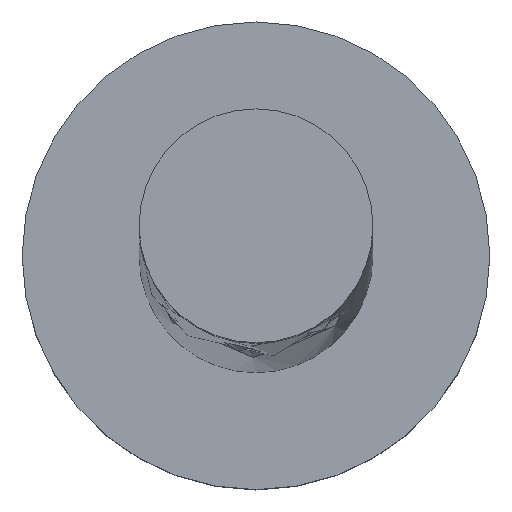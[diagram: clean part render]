
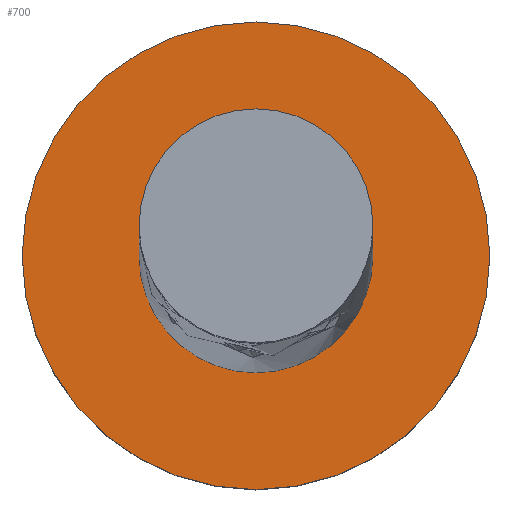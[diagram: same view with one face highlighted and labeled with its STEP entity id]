
A CAD part, top view. The second image highlights one B-rep face of the part: STEP entity #700.
In plain terms, the highlighted planar face has unit normal (0, 0, 1).
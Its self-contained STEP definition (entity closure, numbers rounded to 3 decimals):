
#16 = CARTESIAN_POINT ( 'NONE',  ( 0., 0., 2. ) ) ;
#22 = CIRCLE ( 'NONE', #1039, 2.5 ) ;
#90 = DIRECTION ( 'NONE',  ( 0., 0., 1. ) ) ;
#93 = AXIS2_PLACEMENT_3D ( 'NONE', #1518, #373, #758 ) ;
#97 = ORIENTED_EDGE ( 'NONE', *, *, #480, .F. ) ;
#104 = VERTEX_POINT ( 'NONE', #1090 ) ;
#148 = EDGE_CURVE ( 'NONE', #104, #1232, #955, .T. ) ;
#160 = EDGE_LOOP ( 'NONE', ( #1279, #1100 ) ) ;
#209 = FACE_BOUND ( 'NONE', #1286, .T. ) ;
#220 = CIRCLE ( 'NONE', #93, 1.25 ) ;
#256 = EDGE_CURVE ( 'NONE', #987, #1347, #1120, .T. ) ;
#373 = DIRECTION ( 'NONE',  ( 0., 0., 1. ) ) ;
#480 = EDGE_CURVE ( 'NONE', #1347, #987, #220, .T. ) ;
#504 = DIRECTION ( 'NONE',  ( 1., 0., 0. ) ) ;
#529 = DIRECTION ( 'NONE',  ( 1., 0., 0. ) ) ;
#589 = DIRECTION ( 'NONE',  ( 1., 0., 0. ) ) ;
#599 = PLANE ( 'NONE',  #698 ) ;
#698 = AXIS2_PLACEMENT_3D ( 'NONE', #1229, #90, #589 ) ;
#700 = ADVANCED_FACE ( 'NONE', ( #209, #714 ), #599, .T. ) ;
#714 = FACE_OUTER_BOUND ( 'NONE', #160, .T. ) ;
#720 = CARTESIAN_POINT ( 'NONE',  ( 1.25, 0., 2. ) ) ;
#758 = DIRECTION ( 'NONE',  ( 1., 0., 0. ) ) ;
#863 = DIRECTION ( 'NONE',  ( 0., 0., 1. ) ) ;
#955 = CIRCLE ( 'NONE', #1234, 2.5 ) ;
#974 = DIRECTION ( 'NONE',  ( 1., 0., 0. ) ) ;
#987 = VERTEX_POINT ( 'NONE', #720 ) ;
#1033 = CARTESIAN_POINT ( 'NONE',  ( 0., 0., 2. ) ) ;
#1039 = AXIS2_PLACEMENT_3D ( 'NONE', #1033, #1163, #529 ) ;
#1090 = CARTESIAN_POINT ( 'NONE',  ( 2.5, 0., 2. ) ) ;
#1100 = ORIENTED_EDGE ( 'NONE', *, *, #148, .T. ) ;
#1120 = CIRCLE ( 'NONE', #1338, 1.25 ) ;
#1163 = DIRECTION ( 'NONE',  ( 0., 0., 1. ) ) ;
#1212 = CARTESIAN_POINT ( 'NONE',  ( 0., 0., 2. ) ) ;
#1229 = CARTESIAN_POINT ( 'NONE',  ( 0., 0., 2. ) ) ;
#1232 = VERTEX_POINT ( 'NONE', #1304 ) ;
#1234 = AXIS2_PLACEMENT_3D ( 'NONE', #1212, #1242, #974 ) ;
#1236 = CARTESIAN_POINT ( 'NONE',  ( -1.25, 0., 2. ) ) ;
#1242 = DIRECTION ( 'NONE',  ( 0., 0., 1. ) ) ;
#1272 = EDGE_CURVE ( 'NONE', #1232, #104, #22, .T. ) ;
#1279 = ORIENTED_EDGE ( 'NONE', *, *, #1272, .T. ) ;
#1286 = EDGE_LOOP ( 'NONE', ( #97, #1414 ) ) ;
#1304 = CARTESIAN_POINT ( 'NONE',  ( -2.5, 0., 2. ) ) ;
#1338 = AXIS2_PLACEMENT_3D ( 'NONE', #16, #863, #504 ) ;
#1347 = VERTEX_POINT ( 'NONE', #1236 ) ;
#1414 = ORIENTED_EDGE ( 'NONE', *, *, #256, .F. ) ;
#1518 = CARTESIAN_POINT ( 'NONE',  ( 0., 0., 2. ) ) ;
